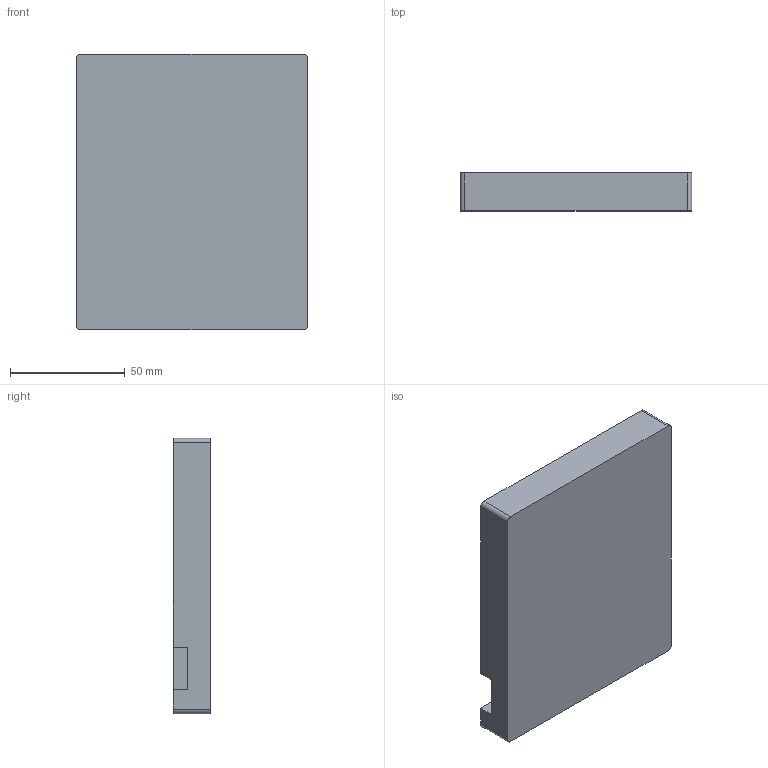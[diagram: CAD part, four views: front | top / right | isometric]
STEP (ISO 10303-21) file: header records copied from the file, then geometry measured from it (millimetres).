
FILE_DESCRIPTION(/* description */ (''),/* implementation_level */ '2;1');
FILE_NAME(/* name */ 'bottom.step',/* time_stamp */ '2025-12-29T22:20:17+05:30',/* author */ (''),/* organization */ (''),/* preprocessor_version */ 'ST-DEVELOPER v20.1',/* originating_system */ 'Autodesk Translation Framework v14.21.0.0',/* authorisation */ '');
FILE_SCHEMA (('AUTOMOTIVE_DESIGN { 1 0 10303 214 3 1 1 }'));
Length unit declared in the file: millimetre
Products named in the file (1): 2025-12-29-21-26-58-026
Bounding box: 100.77 x 16.5 x 119.82 mm (x, y, z)
Volume: 88992.9 mm3; surface area: 37205 mm2
Topology: 1 solids, 1 shells, 39 faces, 88 edges, 56 vertices
Faces by surface type: plane 31, cylinder 8
Full cylindrical faces by diameter (mm): 3.4 x4
Entity records: 1110 total; most frequent: DIRECTION 184, CARTESIAN_POINT 184, ORIENTED_EDGE 176, EDGE_CURVE 88, LINE 72, VECTOR 72, VERTEX_POINT 56, AXIS2_PLACEMENT_3D 56
